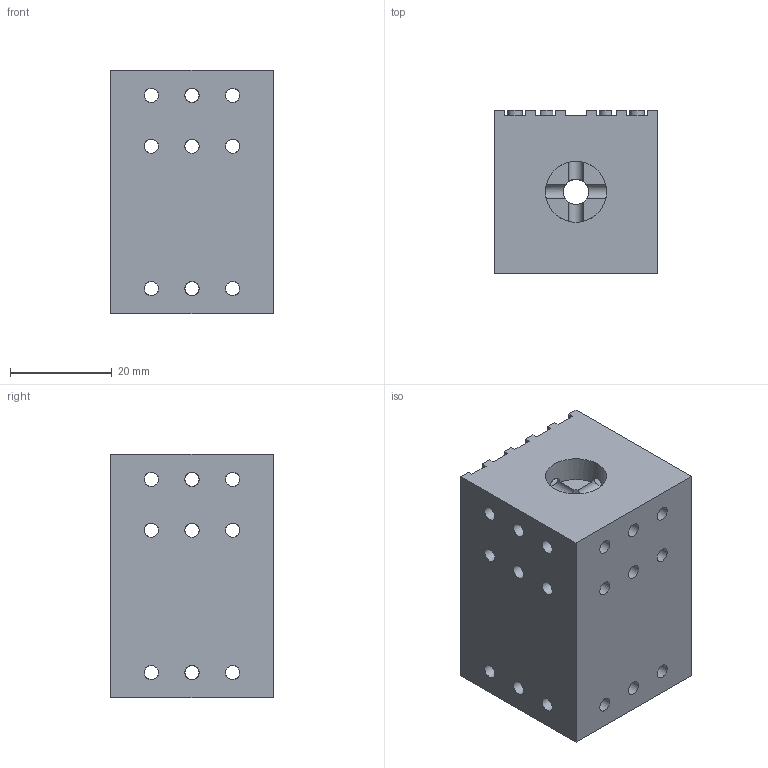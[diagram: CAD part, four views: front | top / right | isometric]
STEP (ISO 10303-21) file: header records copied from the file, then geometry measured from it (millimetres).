
FILE_DESCRIPTION(/* description */ (''),/* implementation_level */ '2;1');
FILE_NAME(/* name */ '00_LASER_640nm.ipt.step',/* time_stamp */ '2022-11-29T07:42:56+01:00',/* author */ ('diederichbenedict'),/* organization */ (''),/* preprocessor_version */ 'ST-DEVELOPER v18.1',/* originating_system */ 'Autodesk Inventor 2022',/* authorisation */ '');
FILE_SCHEMA (('AUTOMOTIVE_DESIGN { 1 0 10303 214 3 1 1 }'));
Length unit declared in the file: millimetre
Products named in the file (1): 00_LASER_640nm
Bounding box: 32 x 32 x 48 mm (x, y, z)
Volume: 43912.1 mm3; surface area: 13162.7 mm2
Topology: 1 solids, 1 shells, 134 faces, 490 edges, 304 vertices
Faces by surface type: cylinder 86, plane 48
Full cylindrical faces by diameter (mm): 2.8 x78, 5 x1, 12 x1
Entity records: 5872 total; most frequent: CARTESIAN_POINT 1344, DIRECTION 992, ORIENTED_EDGE 980, EDGE_CURVE 490, AXIS2_PLACEMENT_3D 397, VERTEX_POINT 304, LINE 198, VECTOR 198
